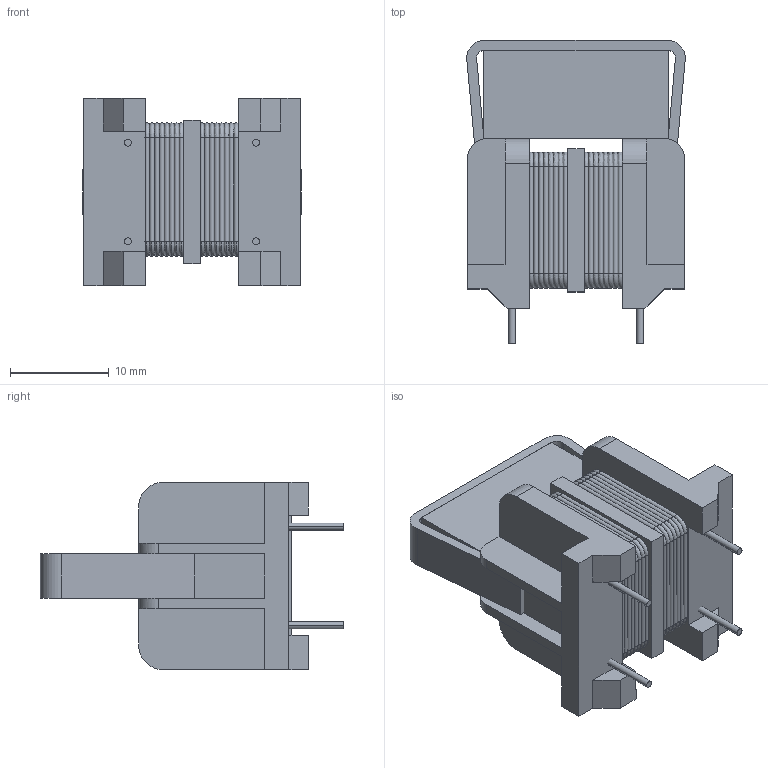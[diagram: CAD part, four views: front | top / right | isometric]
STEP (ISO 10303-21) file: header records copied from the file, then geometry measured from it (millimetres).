
FILE_DESCRIPTION (( 'STEP AP214' ), '1' );
FILE_NAME ('User Library-Choke 13x10.STEP', '2022-02-14T20:42:40', ( '' ), ( '' ), 'SwSTEP 2.0', 'SolidWorks 2021', '' );
FILE_SCHEMA (( 'AUTOMOTIVE_DESIGN' ));
Length unit declared in the file: millimetre
Products named in the file (23): 8_1; 5_1; 20_1; 15_1; 7_1; 3_1; 2_1; 14_1; 19_1; 18_1; 13_1; 12_1; 22_1; 9_1; 4_1; 6_1; 11_1; 10_1; User Library-Choke 13x10; 1_1; 21_1; 17_1; 16_1
Assembly tree (22 placements, depth 2):
  User Library-Choke 13x10
    1_1
    2_1
    3_1
    4_1
    5_1
    6_1
    7_1
    8_1
    9_1
    10_1
    11_1
    12_1
    13_1
    14_1
    15_1
    16_1
    17_1
    18_1
    19_1
    20_1
    21_1
    22_1
Bounding box: 22.16 x 30.78 x 19 mm (x, y, z)
Volume: 5053.8 mm3; surface area: 4820.8 mm2
Topology: 22 solids, 22 shells, 368 faces, 869 edges, 514 vertices
Faces by surface type: cylinder 156, bspline 128, plane 84
Entity records: 19411 total; most frequent: CARTESIAN_POINT 6000, DIRECTION 1907, ORIENTED_EDGE 1738, EDGE_CURVE 869, AXIS2_PLACEMENT_3D 773, VERTEX_POINT 514, CIRCLE 508, UNCERTAINTY_MEASURE_WITH_UNIT 435
